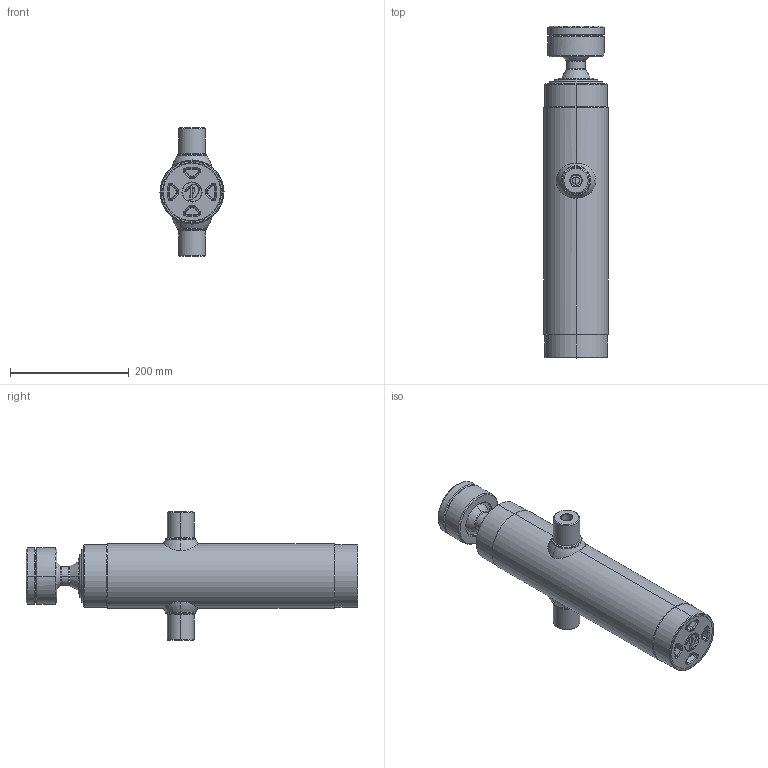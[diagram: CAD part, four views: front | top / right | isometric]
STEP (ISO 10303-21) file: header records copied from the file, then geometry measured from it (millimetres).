
FILE_DESCRIPTION (( 'STEP AP203' ), '1' );
FILE_NAME ('308.BGIRZ.STEP', '2021-06-28T11:34:50', ( '' ), ( '' ), 'SwSTEP 2.0', 'SolidWorks 2019', '' );
FILE_SCHEMA (( 'CONFIG_CONTROL_DESIGN' ));
Length unit declared in the file: millimetre
Products named in the file (1): 308.BGIRZ
Bounding box: 108 x 560 x 217 mm (x, y, z)
Surface area: 536000.6 mm2 (no closed solid volume)
Topology: 0 solids, 17 shells, 260 faces, 677 edges, 424 vertices
Faces by surface type: torus 74, cone 73, cylinder 71, plane 32, bspline 8, sphere 2
Entity records: 9650 total; most frequent: CARTESIAN_POINT 3183, DIRECTION 1508, ORIENTED_EDGE 1185, EDGE_CURVE 672, AXIS2_PLACEMENT_3D 648, VERTEX_POINT 421, CIRCLE 395, EDGE_LOOP 274
